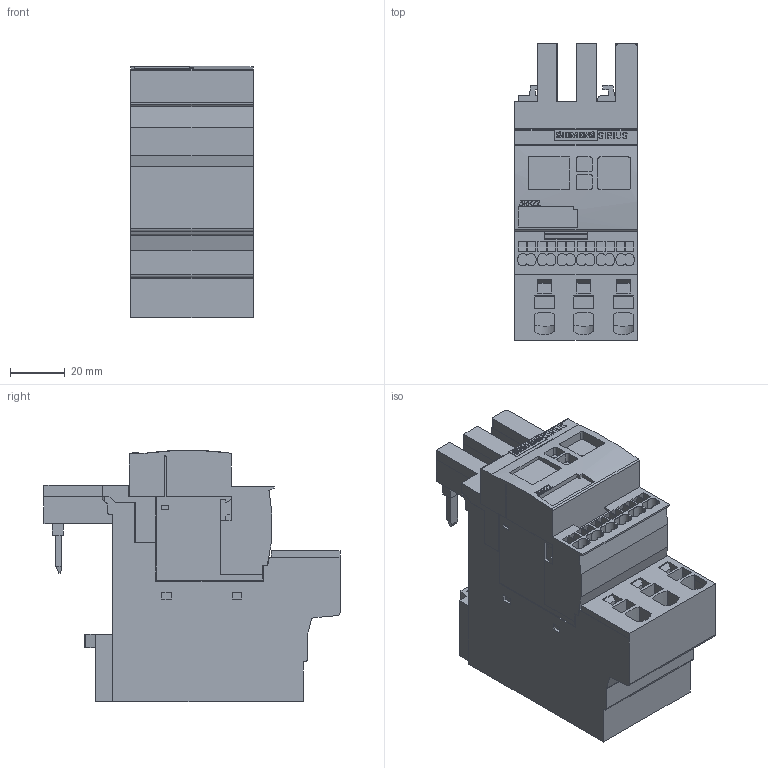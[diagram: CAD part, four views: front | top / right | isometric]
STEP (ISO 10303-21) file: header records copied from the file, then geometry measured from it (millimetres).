
FILE_DESCRIPTION(('STEP AP214'),'1');
FILE_NAME('cctmp_3CA196C0-6860-48D3-8B98-5AC686177359_2023_07_21_11_04_22_0480..stp','2023-07-21T09:04:23',('SIEMENS A&D'),('CADClick - www.CADClick.com'),'Spatial InterOp 3D postprocessed',' ','unknown authorization');
FILE_SCHEMA(('AUTOMOTIVE_DESIGN'));
Length unit declared in the file: millimetre
Products named in the file (1): 2023_07_21_11_04_22_0457
Bounding box: 45 x 108.6 x 92.2 mm (x, y, z)
Volume: 246133.4 mm3; surface area: 55566.3 mm2
Topology: 1 solids, 1 shells, 916 faces, 2569 edges, 1703 vertices
Faces by surface type: plane 788, cylinder 128
Entity records: 32136 total; most frequent: CARTESIAN_POINT 5316, ORIENTED_EDGE 5138, DIRECTION 4756, EDGE_CURVE 2569, LINE 2190, VECTOR 2190, VERTEX_POINT 1703, AXIS2_PLACEMENT_3D 1283
